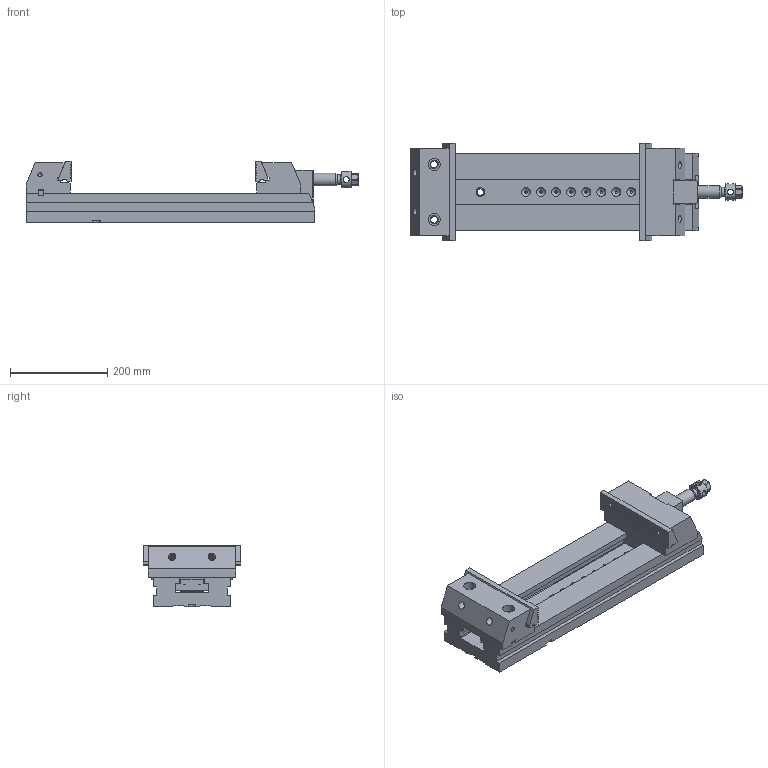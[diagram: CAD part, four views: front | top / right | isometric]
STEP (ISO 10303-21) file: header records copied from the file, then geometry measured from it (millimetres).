
FILE_DESCRIPTION(/* description */ (''),/* implementation_level */ '2;1');
FILE_NAME(/* name */ '30_200X_Mordaza.stp',/* time_stamp */ '2013-11-04T09:11:07+01:00',/* author */ (''),/* organization */ (''),/* preprocessor_version */ 'ST-DEVELOPER v11',/* originating_system */ 'SIEMENS PLM Software NX 7.5',/* authorisation */ '');
FILE_SCHEMA (('CONFIG_CONTROL_DESIGN'));
Length unit declared in the file: millimetre
Products named in the file (1): 30_200X_Mordaza
Bounding box: 684 x 200 x 126.95 mm (x, y, z)
Volume: 6433656 mm3; surface area: 668824 mm2
Topology: 12 solids, 12 shells, 489 faces, 1356 edges, 903 vertices
Faces by surface type: plane 277, cylinder 147, cone 42, sphere 14, torus 9
Full cylindrical faces by diameter (mm): 4.351 x1, 5 x11, 5.188 x5, 6.985 x4, 8.5 x4, 8.782 x6, 10 x4, 10.579 x3, 12 x4, 12.376 x2, 13 x5, 14.376 x2, 15 x6, 16 x2, 16.5 x1, 17 x2, 18 x2, 19 x3, 20 x3, 21.25 x1, 23 x2, 25 x2, 26 x1, 30 x2, 33.8 x1, 34 x3
Entity records: 14887 total; most frequent: CARTESIAN_POINT 3208, DIRECTION 2345, ORIENTED_EDGE 2218, EDGE_CURVE 1109, VERTEX_POINT 821, AXIS2_PLACEMENT_3D 814, LINE 717, VECTOR 717
